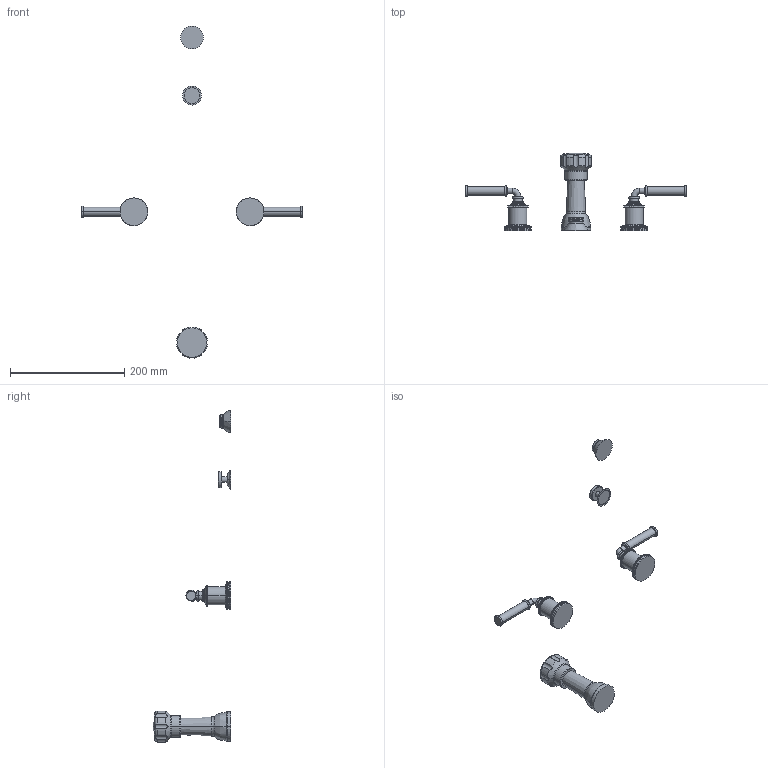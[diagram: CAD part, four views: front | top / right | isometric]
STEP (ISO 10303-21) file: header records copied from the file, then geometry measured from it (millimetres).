
FILE_DESCRIPTION((''),'2;1');
FILE_NAME('2949','2022-05-27T11:38:53',('rsmith'),(''),'CREO PARAMETRIC BY PTC INC, 2019352','CREO PARAMETRIC BY PTC INC, 2019352','');
FILE_SCHEMA(('CONFIG_CONTROL_DESIGN'));
Length unit declared in the file: inch
Products named in the file (1): 2949
Bounding box: 386.33 x 135.97 x 580.53 mm (x, y, z)
Volume: 328174.8 mm3; surface area: 60745.5 mm2
Topology: 5 solids, 5 shells, 1506 faces, 4310 edges, 2847 vertices
Faces by surface type: plane 904, cylinder 502, torus 76, cone 16, bspline 6, sphere 2
Entity records: 49920 total; most frequent: CARTESIAN_POINT 9431, ORIENTED_EDGE 8616, DIRECTION 8478, EDGE_CURVE 4308, VECTOR 3098, LINE 3098, VERTEX_POINT 2847, AXIS2_PLACEMENT_3D 2690
